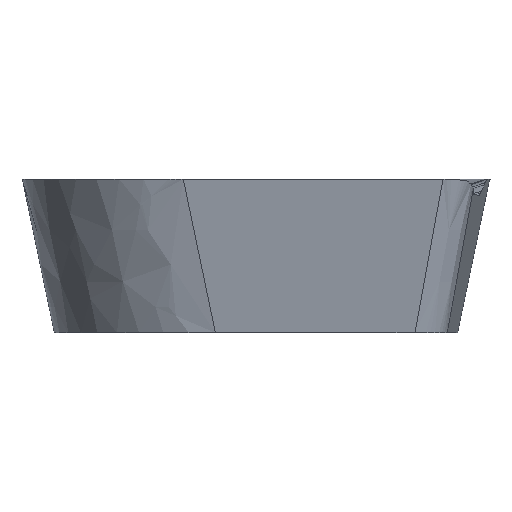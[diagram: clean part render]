
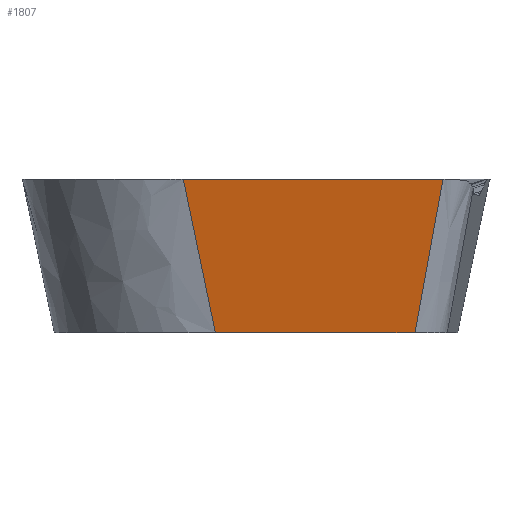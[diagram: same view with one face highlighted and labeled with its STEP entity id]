
A CAD part, front view. The second image highlights one B-rep face of the part: STEP entity #1807.
In plain terms, the highlighted planar face has unit normal (0, -0.982, -0.191).
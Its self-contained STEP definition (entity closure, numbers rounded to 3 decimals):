
#650=DIRECTION('',(1.,0.,0.));
#651=VECTOR('',#650,6.187);
#652=CARTESIAN_POINT('',(-1.259,-5.425,-4.76));
#653=LINE('',#652,#651);
#657=CARTESIAN_POINT('',(-1.259,-5.425,-4.76));
#658=CARTESIAN_POINT('',(-1.59,-5.733,
-3.173));
#659=CARTESIAN_POINT('',(-1.921,-6.042,
-1.587));
#660=CARTESIAN_POINT('',(-2.251,-6.35,0.));
#665=CARTESIAN_POINT('',(4.928,-5.425,-4.76));
#666=CARTESIAN_POINT('',(5.216,-5.733,-3.173));
#667=CARTESIAN_POINT('',(5.503,-6.042,-1.587));
#668=CARTESIAN_POINT('',(5.791,-6.35,0.));
#1141=DIRECTION('',(-1.,0.,0.));
#1142=VECTOR('',#1141,8.042);
#1143=CARTESIAN_POINT('',(5.791,-6.35,0.));
#1144=LINE('',#1143,#1142);
#1360=CARTESIAN_POINT('',(-2.251,-6.35,0.));
#1361=VERTEX_POINT('',#1360);
#1362=CARTESIAN_POINT('',(5.791,-6.35,0.));
#1363=VERTEX_POINT('',#1362);
#1380=CARTESIAN_POINT('',(-1.259,-5.425,-4.76));
#1381=CARTESIAN_POINT('',(4.928,-5.425,-4.76));
#1382=VERTEX_POINT('',#1380);
#1383=VERTEX_POINT('',#1381);
#1794=CARTESIAN_POINT('',(-8.731,-6.35,0.));
#1795=DIRECTION('',(0.,-0.982,-0.191));
#1796=DIRECTION('',(1.,0.,0.));
#1797=AXIS2_PLACEMENT_3D('',#1794,#1795,#1796);
#1798=PLANE('',#1797);
#1799=ORIENTED_EDGE('',*,*,#1658,.F.);
#1801=ORIENTED_EDGE('',*,*,#1800,.T.);
#1803=ORIENTED_EDGE('',*,*,#1802,.F.);
#1804=ORIENTED_EDGE('',*,*,#1782,.F.);
#1805=EDGE_LOOP('',(#1799,#1801,#1803,#1804));
#1806=FACE_OUTER_BOUND('',#1805,.F.);
#661=B_SPLINE_CURVE_WITH_KNOTS('',3,(#657,#658,#659,#660),.UNSPECIFIED.,.F.,.F.,
(4,4),(0.,1.),.UNSPECIFIED.);
#669=B_SPLINE_CURVE_WITH_KNOTS('',3,(#665,#666,#667,#668),.UNSPECIFIED.,.F.,.F.,
(4,4),(0.,1.),.UNSPECIFIED.);
#1658=EDGE_CURVE('',#1382,#1383,#653,.T.);
#1782=EDGE_CURVE('',#1383,#1363,#669,.T.);
#1800=EDGE_CURVE('',#1382,#1361,#661,.T.);
#1802=EDGE_CURVE('',#1363,#1361,#1144,.T.);
#1807=ADVANCED_FACE('',(#1806),#1798,.T.);
